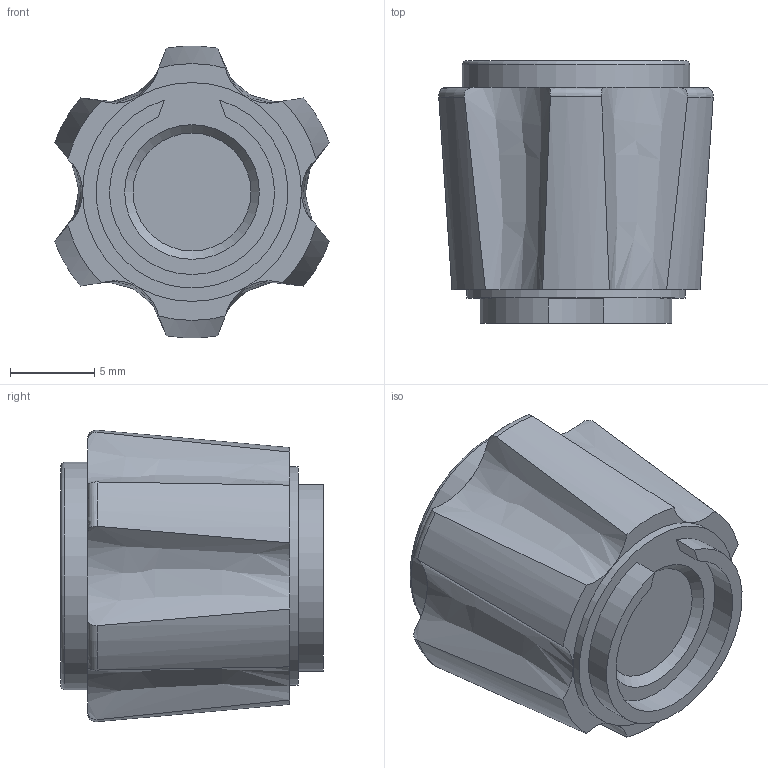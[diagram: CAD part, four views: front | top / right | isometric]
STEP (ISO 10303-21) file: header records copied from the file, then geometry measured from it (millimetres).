
FILE_DESCRIPTION(/* description */ (''),/* implementation_level */ '2;1');
FILE_NAME(/* name */ 'Black Knob v7.step',/* time_stamp */ '2020-09-24T21:25:42-05:00',/* author */ (''),/* organization */ (''),/* preprocessor_version */ 'ST-DEVELOPER v18.1',/* originating_system */ 'Autodesk Translation Framework v9.3.0.1241',/* authorisation */ '');
FILE_SCHEMA (('AUTOMOTIVE_DESIGN { 1 0 10303 214 3 1 1 }'));
Length unit declared in the file: millimetre
Products named in the file (1): Black Knob
Bounding box: 16.31 x 15.6 x 17.32 mm (x, y, z)
Volume: 2304.8 mm3; surface area: 1227.2 mm2
Topology: 1 solids, 1 shells, 44 faces, 103 edges, 64 vertices
Faces by surface type: plane 19, torus 13, bspline 6, cylinder 5, cone 1
Full cylindrical faces by diameter (mm): 9.5 x1, 13 x1, 13.5 x1
Entity records: 1610 total; most frequent: CARTESIAN_POINT 566, DIRECTION 224, ORIENTED_EDGE 206, AXIS2_PLACEMENT_3D 106, EDGE_CURVE 103, CIRCLE 67, VERTEX_POINT 64, EDGE_LOOP 47
